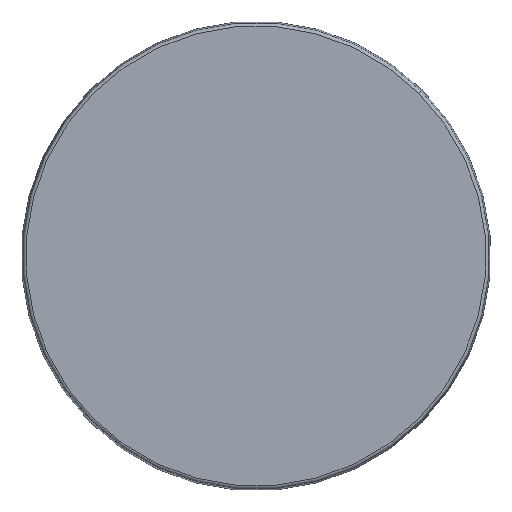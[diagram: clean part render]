
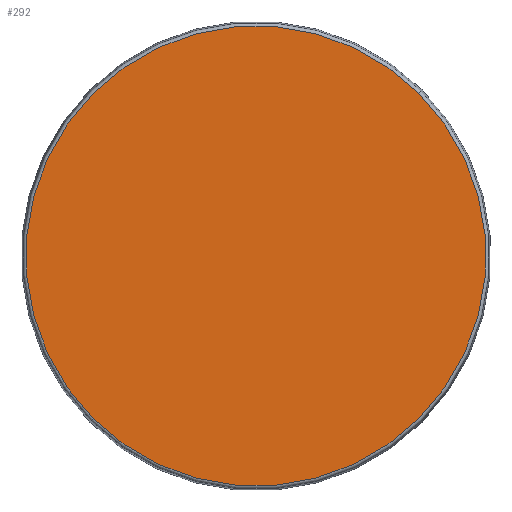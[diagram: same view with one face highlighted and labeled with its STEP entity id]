
A CAD part, top view. The second image highlights one B-rep face of the part: STEP entity #292.
In plain terms, the highlighted planar face has unit normal (0, 0, 1).
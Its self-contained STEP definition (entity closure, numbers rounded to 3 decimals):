
#239=AXIS2_PLACEMENT_3D('Circle Axis2P3D',#237,#238,$) ;
#273=AXIS2_PLACEMENT_3D('Circle Axis2P3D',#271,#272,$) ;
#286=AXIS2_PLACEMENT_3D('Plane Axis2P3D',#283,#284,#285) ;
#227=CARTESIAN_POINT('Vertex',(-15.168,-15.168,9.45)) ;
#234=CARTESIAN_POINT('Vertex',(15.168,15.168,9.45)) ;
#237=CARTESIAN_POINT('Axis2P3D Location',(0.,0.,9.45)) ;
#271=CARTESIAN_POINT('Axis2P3D Location',(0.,0.,9.45)) ;
#283=CARTESIAN_POINT('Axis2P3D Location',(0.,0.,9.45)) ;
#238=DIRECTION('Axis2P3D Direction',(0.,-0.,1.)) ;
#272=DIRECTION('Axis2P3D Direction',(-0.,0.,1.)) ;
#284=DIRECTION('Axis2P3D Direction',(0.,-0.,1.)) ;
#285=DIRECTION('Axis2P3D XDirection',(0.707,0.707,0.)) ;
#289=ORIENTED_EDGE('',*,*,#241,.T.) ;
#290=ORIENTED_EDGE('',*,*,#275,.T.) ;
#292=ADVANCED_FACE('CH00729_A.1\\Corps de pi\X2\00E8\X0\ce.2',(#291),#287,.T.) ;
#240=CIRCLE('generated circle',#239,21.451) ;
#274=CIRCLE('generated circle',#273,21.451) ;
#241=EDGE_CURVE('',#228,#235,#240,.T.) ;
#275=EDGE_CURVE('',#235,#228,#274,.T.) ;
#288=EDGE_LOOP('',(#289,#290)) ;
#291=FACE_OUTER_BOUND('',#288,.T.) ;
#287=PLANE('',#286) ;
#228=VERTEX_POINT('',#227) ;
#235=VERTEX_POINT('',#234) ;
